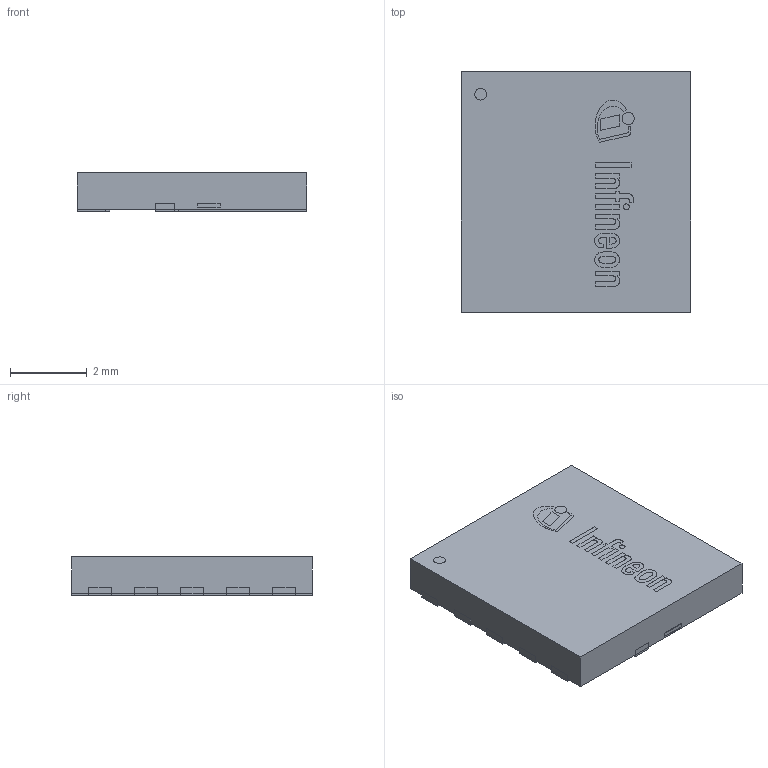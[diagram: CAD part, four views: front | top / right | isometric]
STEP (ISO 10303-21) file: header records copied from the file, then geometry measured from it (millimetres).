
FILE_DESCRIPTION(/* description */ (''),/* implementation_level */ '2;1');
FILE_NAME(/* name */ 'PG-VITFN-10-1_Z8B00204937_V01_3D.stp',/* time_stamp */ '2022-10-10T15:51:40+05:00',/* author */ ('janartha'),/* organization */ (''),/* preprocessor_version */ 'ST-DEVELOPER v16.13',/* originating_system */ 'AutoCAD Mechanical',/* authorisation */ '');
FILE_SCHEMA (('AUTOMOTIVE_DESIGN { 1 0 10303 214 3 1 1 }'));
Length unit declared in the file: millimetre
Products named in the file (1): Product
Bounding box: 6 x 6.3 x 1 mm (x, y, z)
Surface area: 149 mm2
Topology: 22 solids, 22 shells, 215 faces, 510 edges, 340 vertices
Faces by surface type: plane 174, bspline 21, cylinder 20
Full cylindrical faces by diameter (mm): 0.153 x1, 0.3 x2, 0.316 x1
Entity records: 6435 total; most frequent: CARTESIAN_POINT 1595, ORIENTED_EDGE 1012, DIRECTION 894, EDGE_CURVE 506, LINE 424, VECTOR 424, VERTEX_POINT 340, AXIS2_PLACEMENT_3D 235
